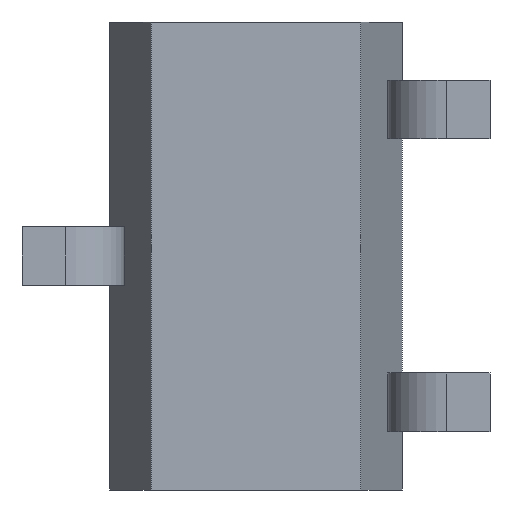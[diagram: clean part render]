
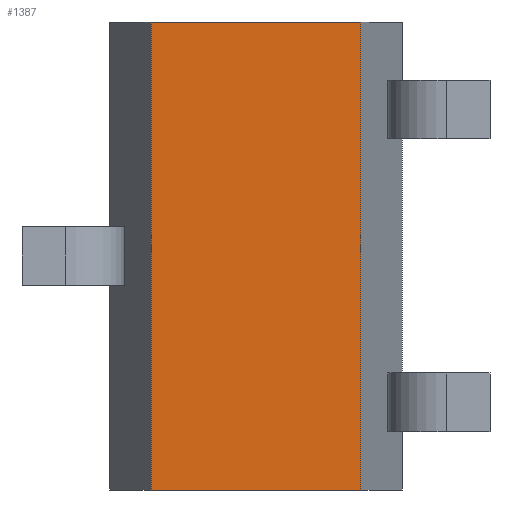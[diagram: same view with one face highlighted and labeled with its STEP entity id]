
A CAD part, front view. The second image highlights one B-rep face of the part: STEP entity #1387.
In plain terms, the highlighted planar face has unit normal (0, -1, 0).
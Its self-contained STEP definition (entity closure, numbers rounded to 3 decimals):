
#7 = VECTOR ( 'NONE', #1085, 1000. ) ;
#10 = VERTEX_POINT ( 'NONE', #1311 ) ;
#24 = LINE ( 'NONE', #1031, #1075 ) ;
#26 = VERTEX_POINT ( 'NONE', #270 ) ;
#60 = LINE ( 'NONE', #361, #1068 ) ;
#79 = PLANE ( 'NONE',  #628 ) ;
#114 = CARTESIAN_POINT ( 'NONE',  ( 0.359, -0.472, 0.8 ) ) ;
#181 = LINE ( 'NONE', #943, #7 ) ;
#183 = ORIENTED_EDGE ( 'NONE', *, *, #1007, .T. ) ;
#270 = CARTESIAN_POINT ( 'NONE',  ( 0.359, -0.472, -0.8 ) ) ;
#361 = CARTESIAN_POINT ( 'NONE',  ( 0.359, -0.472, 0.8 ) ) ;
#455 = ORIENTED_EDGE ( 'NONE', *, *, #1834, .F. ) ;
#498 = FACE_OUTER_BOUND ( 'NONE', #763, .T. ) ;
#628 = AXIS2_PLACEMENT_3D ( 'NONE', #1806, #781, #1345 ) ;
#727 = DIRECTION ( 'NONE',  ( 0., 0., -1. ) ) ;
#763 = EDGE_LOOP ( 'NONE', ( #183, #1240, #455, #1183 ) ) ;
#781 = DIRECTION ( 'NONE',  ( 0., 1., 0. ) ) ;
#862 = EDGE_CURVE ( 'NONE', #1484, #26, #1868, .T. ) ;
#877 = CARTESIAN_POINT ( 'NONE',  ( 0.359, -0.472, 0.8 ) ) ;
#898 = DIRECTION ( 'NONE',  ( 0., 0., -1. ) ) ;
#943 = CARTESIAN_POINT ( 'NONE',  ( 0.359, -0.472, -0.8 ) ) ;
#973 = EDGE_CURVE ( 'NONE', #10, #1539, #24, .T. ) ;
#1007 = EDGE_CURVE ( 'NONE', #1539, #26, #181, .T. ) ;
#1024 = CARTESIAN_POINT ( 'NONE',  ( -0.359, -0.472, -0.8 ) ) ;
#1031 = CARTESIAN_POINT ( 'NONE',  ( -0.359, -0.472, 0.8 ) ) ;
#1066 = DIRECTION ( 'NONE',  ( 1., 0., 0. ) ) ;
#1068 = VECTOR ( 'NONE', #1066, 1000. ) ;
#1075 = VECTOR ( 'NONE', #898, 1000. ) ;
#1085 = DIRECTION ( 'NONE',  ( 1., 0., 0. ) ) ;
#1183 = ORIENTED_EDGE ( 'NONE', *, *, #973, .T. ) ;
#1240 = ORIENTED_EDGE ( 'NONE', *, *, #862, .F. ) ;
#1311 = CARTESIAN_POINT ( 'NONE',  ( -0.359, -0.472, 0.8 ) ) ;
#1345 = DIRECTION ( 'NONE',  ( 0., 0., 1. ) ) ;
#1387 = ADVANCED_FACE ( 'NONE', ( #498 ), #79, .F. ) ;
#1400 = VECTOR ( 'NONE', #727, 1000. ) ;
#1484 = VERTEX_POINT ( 'NONE', #114 ) ;
#1539 = VERTEX_POINT ( 'NONE', #1024 ) ;
#1806 = CARTESIAN_POINT ( 'NONE',  ( 0.359, -0.472, 0.8 ) ) ;
#1834 = EDGE_CURVE ( 'NONE', #10, #1484, #60, .T. ) ;
#1868 = LINE ( 'NONE', #877, #1400 ) ;
